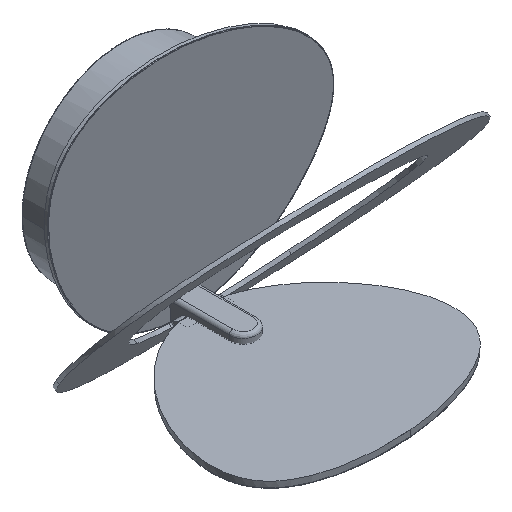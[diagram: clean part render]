
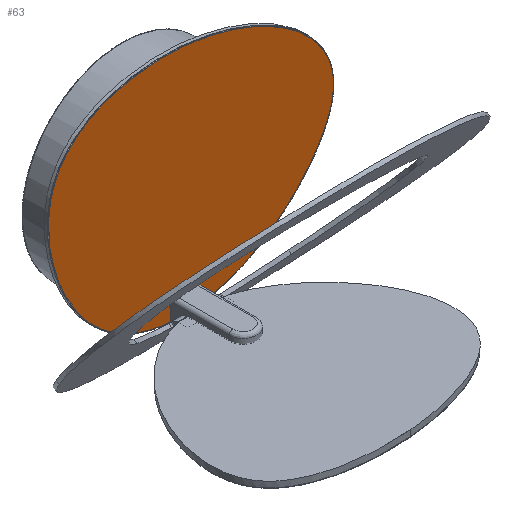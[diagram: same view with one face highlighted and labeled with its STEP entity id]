
A CAD part, isometric view. The second image highlights one B-rep face of the part: STEP entity #63.
In plain terms, the highlighted planar face has unit normal (0, 1, 0).
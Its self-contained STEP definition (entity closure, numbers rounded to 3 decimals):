
#63=ADVANCED_FACE('',(#116),#843,.T.);
#116=FACE_OUTER_BOUND('',#170,.T.);
#170=EDGE_LOOP('',(#258));
#258=ORIENTED_EDGE('',*,*,#481,.F.);
#481=EDGE_CURVE('',#752,#752,#604,.T.);
#604=B_SPLINE_CURVE_WITH_KNOTS('',3,(#1510,#1511,#1512,#1513,#1514,#1515,
#1516,#1517,#1518,#1519,#1520,#1521,#1522,#1523,#1524,#1525,#1526,#1527,
#1528,#1529,#1530,#1531,#1532,#1533,#1534,#1535,#1536,#1537,#1538,#1539,
#1540,#1541,#1542,#1543,#1544,#1545,#1546,#1547,#1548,#1549,#1550,#1551,
#1552,#1553,#1554,#1555,#1556,#1557,#1558,#1559,#1560,#1561,#1562,#1563),
 .UNSPECIFIED.,.T.,.F.,(4,3,2,2,2,2,2,2,2,2,2,2,3,2,2,2,2,2,2,2,2,2,2,2,
2,4),(0.999,1.,1.063,1.125,1.188,1.25,1.281,1.313,1.344,
1.375,1.406,1.438,1.5,1.531,1.563,1.625,1.688,1.75,1.813,1.844,
1.875,1.906,1.922,1.938,1.969,1.999),.UNSPECIFIED.);
#752=VERTEX_POINT('',#1509);
#843=PLANE('',#944);
#944=AXIS2_PLACEMENT_3D('',#1508,#970,$);
#970=DIRECTION('',(0.,1.,0.));
#1508=CARTESIAN_POINT('',(-91.355,71.723,134.125));
#1509=CARTESIAN_POINT('',(61.6,71.723,95.723));
#1510=CARTESIAN_POINT('',(61.6,71.723,95.723));
#1511=CARTESIAN_POINT('',(61.48,71.723,95.822));
#1512=CARTESIAN_POINT('',(61.359,71.723,95.922));
#1513=CARTESIAN_POINT('',(61.238,71.723,96.021));
#1514=CARTESIAN_POINT('',(54.024,71.723,101.931));
#1515=CARTESIAN_POINT('',(45.89,71.723,106.576));
#1516=CARTESIAN_POINT('',(28.828,71.723,113.983));
#1517=CARTESIAN_POINT('',(19.868,71.723,116.729));
#1518=CARTESIAN_POINT('',(1.612,71.723,120.262));
#1519=CARTESIAN_POINT('',(-7.742,71.723,121.028));
#1520=CARTESIAN_POINT('',(-26.316,71.723,120.17));
#1521=CARTESIAN_POINT('',(-35.609,71.723,118.561));
#1522=CARTESIAN_POINT('',(-48.651,71.723,113.607));
#1523=CARTESIAN_POINT('',(-52.829,71.723,111.516));
#1524=CARTESIAN_POINT('',(-60.434,71.723,106.352));
#1525=CARTESIAN_POINT('',(-63.959,71.723,103.184));
#1526=CARTESIAN_POINT('',(-69.634,71.723,95.874));
#1527=CARTESIAN_POINT('',(-71.8,71.723,91.644));
#1528=CARTESIAN_POINT('',(-74.553,71.723,82.793));
#1529=CARTESIAN_POINT('',(-75.227,71.723,78.124));
#1530=CARTESIAN_POINT('',(-75.528,71.723,68.803));
#1531=CARTESIAN_POINT('',(-75.161,71.723,64.126));
#1532=CARTESIAN_POINT('',(-73.645,71.723,54.898));
#1533=CARTESIAN_POINT('',(-72.497,71.723,50.381));
#1534=CARTESIAN_POINT('',(-68.058,71.723,37.092));
#1535=CARTESIAN_POINT('',(-63.819,71.723,28.674));
#1536=CARTESIAN_POINT('',(-58.31,71.723,21.136));
#1537=CARTESIAN_POINT('',(-55.555,71.723,17.367));
#1538=CARTESIAN_POINT('',(-52.479,71.723,13.849));
#1539=CARTESIAN_POINT('',(-45.649,71.723,7.491));
#1540=CARTESIAN_POINT('',(-41.897,71.723,4.65));
#1541=CARTESIAN_POINT('',(-29.907,71.723,-2.589));
#1542=CARTESIAN_POINT('',(-20.974,71.723,-5.661));
#1543=CARTESIAN_POINT('',(-2.487,71.723,-8.108));
#1544=CARTESIAN_POINT('',(6.983,71.723,-7.47));
#1545=CARTESIAN_POINT('',(25.147,71.723,-3.017));
#1546=CARTESIAN_POINT('',(33.767,71.723,0.759));
#1547=CARTESIAN_POINT('',(49.609,71.723,10.665));
#1548=CARTESIAN_POINT('',(56.8,71.723,16.722));
#1549=CARTESIAN_POINT('',(66.238,71.723,27.072));
#1550=CARTESIAN_POINT('',(69.148,71.723,30.739));
#1551=CARTESIAN_POINT('',(74.295,71.723,38.529));
#1552=CARTESIAN_POINT('',(76.501,71.723,42.604));
#1553=CARTESIAN_POINT('',(79.81,71.723,51.294));
#1554=CARTESIAN_POINT('',(80.853,71.723,55.905));
#1555=CARTESIAN_POINT('',(80.912,71.723,62.91));
#1556=CARTESIAN_POINT('',(80.688,71.723,65.261));
#1557=CARTESIAN_POINT('',(79.794,71.723,69.811));
#1558=CARTESIAN_POINT('',(79.125,71.723,72.037));
#1559=CARTESIAN_POINT('',(76.504,71.723,78.581));
#1560=CARTESIAN_POINT('',(74.059,71.723,82.512));
#1561=CARTESIAN_POINT('',(68.316,71.723,89.665));
#1562=CARTESIAN_POINT('',(65.071,71.723,92.846));
#1563=CARTESIAN_POINT('',(61.6,71.723,95.723));
